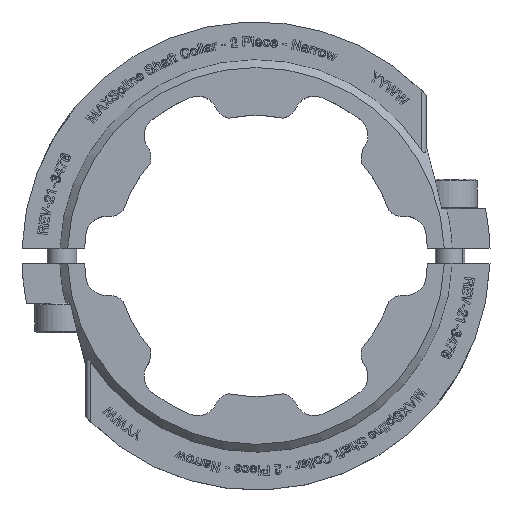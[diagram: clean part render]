
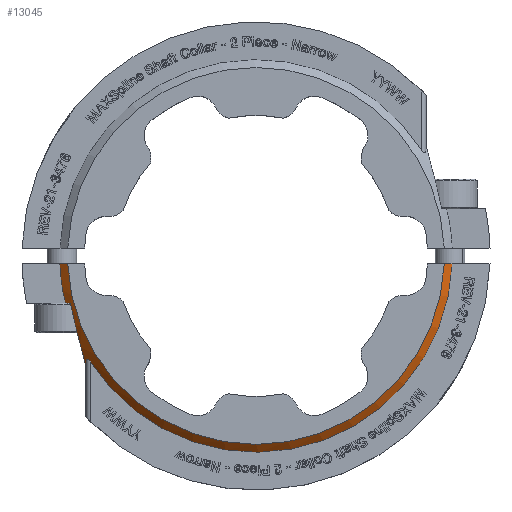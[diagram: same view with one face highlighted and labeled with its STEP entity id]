
A CAD part, top view. The second image highlights one B-rep face of the part: STEP entity #13045.
In plain terms, the highlighted conical face has half-angle 45 degrees and reference radius 19.167 mm.
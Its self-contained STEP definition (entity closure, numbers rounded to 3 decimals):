
#932 = CIRCLE ( 'NONE', #10682, 19.96 ) ;
#1142 = EDGE_LOOP ( 'NONE', ( #5726, #42468, #15739, #31911, #9937, #8162, #40163, #18041 ) ) ;
#2968 = CARTESIAN_POINT ( 'NONE',  ( 17.259, 10.624, 2.075 ) ) ;
#3066 = VERTEX_POINT ( 'NONE', #15860 ) ;
#3175 = CARTESIAN_POINT ( 'NONE',  ( 17.129, 10.492, 2.255 ) ) ;
#4178 = CARTESIAN_POINT ( 'NONE',  ( 17.217, 11.544, 1.613 ) ) ;
#4590 = CARTESIAN_POINT ( 'NONE',  ( -19.15, 0.794, 3.175 ) ) ;
#4686 = DIRECTION ( 'NONE',  ( 1., 0., 0. ) ) ;
#5075 = VERTEX_POINT ( 'NONE', #38860 ) ;
#5685 = CARTESIAN_POINT ( 'NONE',  ( 0., 0., 3.175 ) ) ;
#5726 = ORIENTED_EDGE ( 'NONE', *, *, #12561, .F. ) ;
#5909 = DIRECTION ( 'NONE',  ( -1., 0., 0. ) ) ;
#6431 = DIRECTION ( 'NONE',  ( 1., 0., 0. ) ) ;
#6462 = CARTESIAN_POINT ( 'NONE',  ( 17.201, 10.528, 2.175 ) ) ;
#7798 = B_SPLINE_CURVE_WITH_KNOTS ( 'NONE', 3,
 ( #16883, #40549, #33150, #13832 ),
 .UNSPECIFIED., .F., .F.,
 ( 4, 4 ),
 ( 0., 0.001 ),
 .UNSPECIFIED. ) ;
#7917 = CIRCLE ( 'NONE', #18995, 19.167 ) ;
#8162 = ORIENTED_EDGE ( 'NONE', *, *, #25460, .F. ) ;
#8372 = EDGE_CURVE ( 'NONE', #30127, #22605, #7798, .T. ) ;
#8441 = VERTEX_POINT ( 'NONE', #40963 ) ;
#8473 = CARTESIAN_POINT ( 'NONE',  ( -19.68, 0.794, 2.646 ) ) ;
#9937 = ORIENTED_EDGE ( 'NONE', *, *, #13812, .T. ) ;
#10109 = CARTESIAN_POINT ( 'NONE',  ( 0., 0., 3.175 ) ) ;
#10682 = AXIS2_PLACEMENT_3D ( 'NONE', #28028, #41527, #11982 ) ;
#10838 = CARTESIAN_POINT ( 'NONE',  ( 17.217, 11.544, 1.613 ) ) ;
#10917 = CARTESIAN_POINT ( 'NONE',  ( 17.483, 10.453, 1.98 ) ) ;
#10984 = CARTESIAN_POINT ( 'NONE',  ( 16.835, 10.723, 2.381 ) ) ;
#11198 = CARTESIAN_POINT ( 'NONE',  ( 16.795, 10.787, 2.381 ) ) ;
#11212 = CARTESIAN_POINT ( 'NONE',  ( 19.415, 0.794, 2.91 ) ) ;
#11982 = DIRECTION ( 'NONE',  ( 1., 0., 0. ) ) ;
#12561 = EDGE_CURVE ( 'NONE', #3066, #14410, #31025, .T. ) ;
#13045 = ADVANCED_FACE ( 'NONE', ( #22568 ), #18383, .T. ) ;
#13740 = CARTESIAN_POINT ( 'NONE',  ( 18.87, 4.794, 2.872 ) ) ;
#13812 = EDGE_CURVE ( 'NONE', #32812, #5075, #39802, .T. ) ;
#13832 = CARTESIAN_POINT ( 'NONE',  ( 19.376, 4.794, 2.381 ) ) ;
#14410 = VERTEX_POINT ( 'NONE', #25323 ) ;
#14551 = CARTESIAN_POINT ( 'NONE',  ( -19.945, 0.794, 2.381 ) ) ;
#14579 = CARTESIAN_POINT ( 'NONE',  ( 18.87, 4.794, 2.872 ) ) ;
#15348 = VERTEX_POINT ( 'NONE', #33784 ) ;
#15739 = ORIENTED_EDGE ( 'NONE', *, *, #8372, .F. ) ;
#15860 = CARTESIAN_POINT ( 'NONE',  ( 19.945, 0.794, 2.381 ) ) ;
#16198 = CARTESIAN_POINT ( 'NONE',  ( 17.218, 10.55, 2.148 ) ) ;
#16425 = CARTESIAN_POINT ( 'NONE',  ( 17.039, 10.516, 2.319 ) ) ;
#16856 = CARTESIAN_POINT ( 'NONE',  ( 17.07, 10.501, 2.3 ) ) ;
#16883 = CARTESIAN_POINT ( 'NONE',  ( 18.87, 4.794, 2.872 ) ) ;
#18041 = ORIENTED_EDGE ( 'NONE', *, *, #33163, .F. ) ;
#18383 = CONICAL_SURFACE ( 'NONE', #19771, 19.167, 0.785 ) ;
#18995 = AXIS2_PLACEMENT_3D ( 'NONE', #10109, #23084, #6431 ) ;
#19426 = CARTESIAN_POINT ( 'NONE',  ( 17.274, 10.684, 2.031 ) ) ;
#19658 = CARTESIAN_POINT ( 'NONE',  ( 17.157, 10.498, 2.228 ) ) ;
#19771 = AXIS2_PLACEMENT_3D ( 'NONE', #5685, #36252, #5909 ) ;
#20721 = CARTESIAN_POINT ( 'NONE',  ( 19.68, 0.794, 2.646 ) ) ;
#21492 = CARTESIAN_POINT ( 'NONE',  ( 17.923, 8.785, 2.39 ) ) ;
#21719 = B_SPLINE_CURVE_WITH_KNOTS ( 'NONE', 3,
 ( #4178, #38044, #10917, #40666, #21492, #40868, #24096, #14579 ),
 .UNSPECIFIED., .F., .F.,
 ( 4, 2, 2, 4 ),
 ( -0.003, -0.001, 0.001, 0.004 ),
 .UNSPECIFIED. ) ;
#22038 = AXIS2_PLACEMENT_3D ( 'NONE', #27446, #38108, #4686 ) ;
#22568 = FACE_OUTER_BOUND ( 'NONE', #1142, .T. ) ;
#22605 = VERTEX_POINT ( 'NONE', #35119 ) ;
#23084 = DIRECTION ( 'NONE',  ( 0., 0., 1. ) ) ;
#23331 = CARTESIAN_POINT ( 'NONE',  ( 16.88, 10.662, 2.377 ) ) ;
#24096 = CARTESIAN_POINT ( 'NONE',  ( 18.646, 5.954, 2.803 ) ) ;
#24275 = CARTESIAN_POINT ( 'NONE',  ( -19.415, 0.794, 2.91 ) ) ;
#25323 = CARTESIAN_POINT ( 'NONE',  ( 19.15, 0.794, 3.175 ) ) ;
#25460 = EDGE_CURVE ( 'NONE', #8441, #5075, #41477, .T. ) ;
#25946 = CARTESIAN_POINT ( 'NONE',  ( 17.297, 11.004, 1.841 ) ) ;
#26578 = CARTESIAN_POINT ( 'NONE',  ( 17.248, 11.408, 1.663 ) ) ;
#27446 = CARTESIAN_POINT ( 'NONE',  ( 0., 0., 2.381 ) ) ;
#27469 = CARTESIAN_POINT ( 'NONE',  ( 19.945, 0.794, 2.381 ) ) ;
#28028 = CARTESIAN_POINT ( 'NONE',  ( 0., 0., 2.381 ) ) ;
#29659 = CARTESIAN_POINT ( 'NONE',  ( 16.982, 10.557, 2.346 ) ) ;
#30127 = VERTEX_POINT ( 'NONE', #13740 ) ;
#31025 = B_SPLINE_CURVE_WITH_KNOTS ( 'NONE', 3,
 ( #27469, #20721, #11212, #36819 ),
 .UNSPECIFIED., .F., .F.,
 ( 4, 4 ),
 ( 0., 0.001 ),
 .UNSPECIFIED. ) ;
#31911 = ORIENTED_EDGE ( 'NONE', *, *, #37221, .F. ) ;
#32812 = VERTEX_POINT ( 'NONE', #10838 ) ;
#33150 = CARTESIAN_POINT ( 'NONE',  ( 19.208, 4.794, 2.545 ) ) ;
#33163 = EDGE_CURVE ( 'NONE', #14410, #15348, #7917, .T. ) ;
#33327 = CARTESIAN_POINT ( 'NONE',  ( 17.217, 11.544, 1.613 ) ) ;
#33784 = CARTESIAN_POINT ( 'NONE',  ( -19.15, 0.794, 3.175 ) ) ;
#34143 = EDGE_CURVE ( 'NONE', #22605, #3066, #932, .T. ) ;
#35119 = CARTESIAN_POINT ( 'NONE',  ( 19.376, 4.794, 2.381 ) ) ;
#35975 = CARTESIAN_POINT ( 'NONE',  ( 17.301, 10.869, 1.91 ) ) ;
#36252 = DIRECTION ( 'NONE',  ( 0., 0., -1. ) ) ;
#36819 = CARTESIAN_POINT ( 'NONE',  ( 19.15, 0.794, 3.175 ) ) ;
#37221 = EDGE_CURVE ( 'NONE', #32812, #30127, #21719, .T. ) ;
#38044 = CARTESIAN_POINT ( 'NONE',  ( 17.343, 11.001, 1.811 ) ) ;
#38108 = DIRECTION ( 'NONE',  ( 0., 0., -1. ) ) ;
#38729 = B_SPLINE_CURVE_WITH_KNOTS ( 'NONE', 3,
 ( #4590, #24275, #8473, #14551 ),
 .UNSPECIFIED., .F., .F.,
 ( 4, 4 ),
 ( 0., 0.001 ),
 .UNSPECIFIED. ) ;
#38860 = CARTESIAN_POINT ( 'NONE',  ( 16.795, 10.787, 2.381 ) ) ;
#39680 = EDGE_CURVE ( 'NONE', #15348, #8441, #38729, .T. ) ;
#39802 = B_SPLINE_CURVE_WITH_KNOTS ( 'NONE', 3,
 ( #33327, #26578, #39881, #25946, #35975, #19426, #2968, #16198, #6462, #19658, #3175, #16856, #16425, #29659, #42927, #23331, #10984, #11198 ),
 .UNSPECIFIED., .F., .F.,
 ( 4, 2, 2, 2, 2, 2, 2, 2, 4 ),
 ( 0., 0., 0.001, 0.001, 0.001, 0.001, 0.001, 0.002, 0.002 ),
 .UNSPECIFIED. ) ;
#39881 = CARTESIAN_POINT ( 'NONE',  ( 17.272, 11.272, 1.718 ) ) ;
#40163 = ORIENTED_EDGE ( 'NONE', *, *, #39680, .F. ) ;
#40549 = CARTESIAN_POINT ( 'NONE',  ( 19.039, 4.794, 2.708 ) ) ;
#40666 = CARTESIAN_POINT ( 'NONE',  ( 17.772, 9.345, 2.27 ) ) ;
#40868 = CARTESIAN_POINT ( 'NONE',  ( 18.364, 7.094, 2.688 ) ) ;
#40963 = CARTESIAN_POINT ( 'NONE',  ( -19.945, 0.794, 2.381 ) ) ;
#41477 = CIRCLE ( 'NONE', #22038, 19.96 ) ;
#41527 = DIRECTION ( 'NONE',  ( 0., 0., -1. ) ) ;
#42468 = ORIENTED_EDGE ( 'NONE', *, *, #34143, .F. ) ;
#42927 = CARTESIAN_POINT ( 'NONE',  ( 16.955, 10.582, 2.356 ) ) ;
